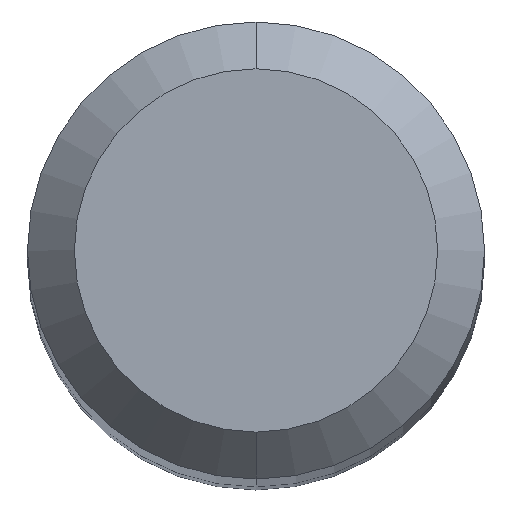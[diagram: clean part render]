
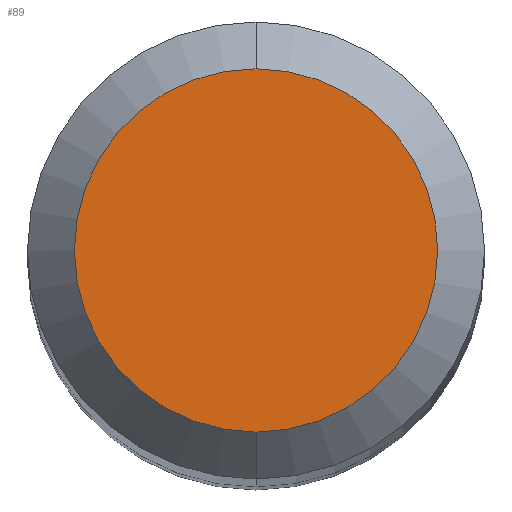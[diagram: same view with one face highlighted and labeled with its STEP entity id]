
A CAD part, top view. The second image highlights one B-rep face of the part: STEP entity #89.
In plain terms, the highlighted planar face has unit normal (0, 0, 1).
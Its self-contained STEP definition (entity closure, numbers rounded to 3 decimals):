
#2 = DIRECTION ( 'NONE',  ( 0., 0., -1. ) ) ;
#14 = CARTESIAN_POINT ( 'NONE',  ( 0., 0., 55. ) ) ;
#20 = CIRCLE ( 'NONE', #160, 1.55 ) ;
#24 = AXIS2_PLACEMENT_3D ( 'NONE', #135, #26, #84 ) ;
#26 = DIRECTION ( 'NONE',  ( 0., 0., -1. ) ) ;
#28 = CARTESIAN_POINT ( 'NONE',  ( 0., -1.55, 55. ) ) ;
#33 = DIRECTION ( 'NONE',  ( 0., 0., -1. ) ) ;
#40 = EDGE_LOOP ( 'NONE', ( #171, #118 ) ) ;
#67 = AXIS2_PLACEMENT_3D ( 'NONE', #14, #33, #241 ) ;
#81 = CIRCLE ( 'NONE', #67, 1.55 ) ;
#84 = DIRECTION ( 'NONE',  ( 0., 1., 0. ) ) ;
#89 = ADVANCED_FACE ( 'NONE', ( #132 ), #272, .F. ) ;
#118 = ORIENTED_EDGE ( 'NONE', *, *, #308, .F. ) ;
#127 = EDGE_CURVE ( 'NONE', #220, #258, #81, .T. ) ;
#129 = CARTESIAN_POINT ( 'NONE',  ( 0., 0., 55. ) ) ;
#132 = FACE_OUTER_BOUND ( 'NONE', #40, .T. ) ;
#135 = CARTESIAN_POINT ( 'NONE',  ( 0., 0., 55. ) ) ;
#160 = AXIS2_PLACEMENT_3D ( 'NONE', #129, #2, #236 ) ;
#171 = ORIENTED_EDGE ( 'NONE', *, *, #127, .F. ) ;
#220 = VERTEX_POINT ( 'NONE', #336 ) ;
#236 = DIRECTION ( 'NONE',  ( 0., 1., 0. ) ) ;
#241 = DIRECTION ( 'NONE',  ( 0., 1., 0. ) ) ;
#258 = VERTEX_POINT ( 'NONE', #28 ) ;
#272 = PLANE ( 'NONE',  #24 ) ;
#308 = EDGE_CURVE ( 'NONE', #258, #220, #20, .T. ) ;
#336 = CARTESIAN_POINT ( 'NONE',  ( 0., 1.55, 55. ) ) ;
